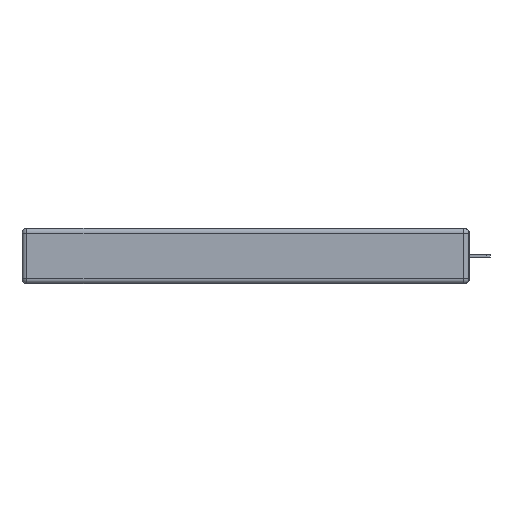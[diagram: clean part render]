
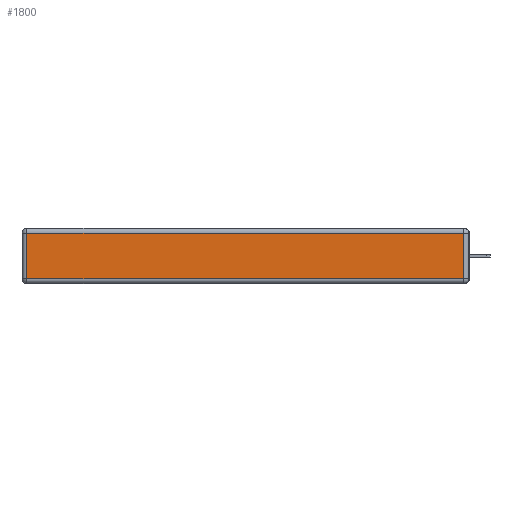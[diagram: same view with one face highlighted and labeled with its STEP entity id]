
A CAD part, left-side view. The second image highlights one B-rep face of the part: STEP entity #1800.
In plain terms, the highlighted planar face has unit normal (-1, 0, 0).
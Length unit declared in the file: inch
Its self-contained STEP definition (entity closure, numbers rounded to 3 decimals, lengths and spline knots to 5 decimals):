
#62 = CARTESIAN_POINT ( 'NONE',  ( 0., 2.75, -0.03 ) ) ;
#767 = ORIENTED_EDGE ( 'NONE', *, *, #10377, .T. ) ;
#1600 = DIRECTION ( 'NONE',  ( 0., 1., 0. ) ) ;
#1800 = ADVANCED_FACE ( 'NONE', ( #14383 ), #8193, .T. ) ;
#2563 = VERTEX_POINT ( 'NONE', #3765 ) ;
#3765 = CARTESIAN_POINT ( 'NONE',  ( 0., 2.72, -0.03 ) ) ;
#3839 = DIRECTION ( 'NONE',  ( 0., 0., 1. ) ) ;
#4270 = LINE ( 'NONE', #5856, #11581 ) ;
#4932 = ORIENTED_EDGE ( 'NONE', *, *, #12305, .T. ) ;
#5856 = CARTESIAN_POINT ( 'NONE',  ( 0., 0., -0.313 ) ) ;
#5966 = DIRECTION ( 'NONE',  ( 0., 0., -1. ) ) ;
#6649 = EDGE_LOOP ( 'NONE', ( #767, #16171, #4932, #13445 ) ) ;
#6755 = CARTESIAN_POINT ( 'NONE',  ( 0., 0.03, -0.343 ) ) ;
#7538 = VERTEX_POINT ( 'NONE', #13586 ) ;
#8015 = EDGE_CURVE ( 'NONE', #2563, #7538, #14911, .T. ) ;
#8092 = CARTESIAN_POINT ( 'NONE',  ( 0., 0.03, -0.313 ) ) ;
#8193 = PLANE ( 'NONE',  #10336 ) ;
#8209 = CARTESIAN_POINT ( 'NONE',  ( 0., 0., -0.343 ) ) ;
#8267 = DIRECTION ( 'NONE',  ( -1., 0., 0. ) ) ;
#8413 = LINE ( 'NONE', #6755, #11788 ) ;
#8813 = VECTOR ( 'NONE', #1600, 39.37008 ) ;
#9208 = CARTESIAN_POINT ( 'NONE',  ( 0., 0.03, -0.03 ) ) ;
#10336 = AXIS2_PLACEMENT_3D ( 'NONE', #8209, #8267, #3839 ) ;
#10377 = EDGE_CURVE ( 'NONE', #7538, #15769, #4270, .T. ) ;
#10766 = VECTOR ( 'NONE', #5966, 39.37008 ) ;
#11581 = VECTOR ( 'NONE', #17110, 39.37008 ) ;
#11788 = VECTOR ( 'NONE', #16625, 39.37008 ) ;
#12305 = EDGE_CURVE ( 'NONE', #14963, #2563, #16267, .T. ) ;
#13445 = ORIENTED_EDGE ( 'NONE', *, *, #8015, .T. ) ;
#13586 = CARTESIAN_POINT ( 'NONE',  ( 0., 2.72, -0.313 ) ) ;
#14383 = FACE_OUTER_BOUND ( 'NONE', #6649, .T. ) ;
#14911 = LINE ( 'NONE', #18608, #10766 ) ;
#14963 = VERTEX_POINT ( 'NONE', #9208 ) ;
#15769 = VERTEX_POINT ( 'NONE', #8092 ) ;
#16171 = ORIENTED_EDGE ( 'NONE', *, *, #16443, .T. ) ;
#16267 = LINE ( 'NONE', #62, #8813 ) ;
#16443 = EDGE_CURVE ( 'NONE', #15769, #14963, #8413, .T. ) ;
#16625 = DIRECTION ( 'NONE',  ( 0., 0., 1. ) ) ;
#17110 = DIRECTION ( 'NONE',  ( 0., -1., 0. ) ) ;
#18608 = CARTESIAN_POINT ( 'NONE',  ( 0., 2.72, -0.343 ) ) ;
